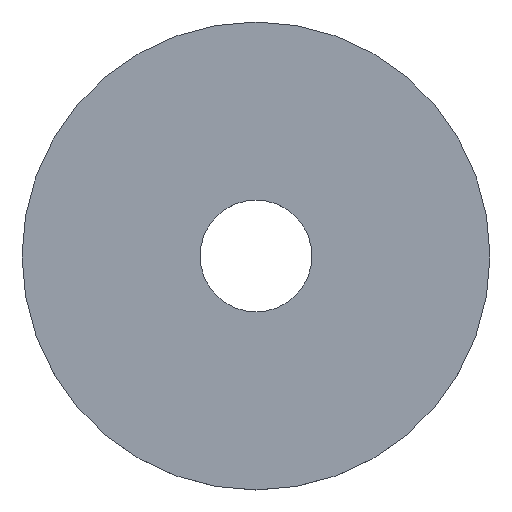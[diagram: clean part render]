
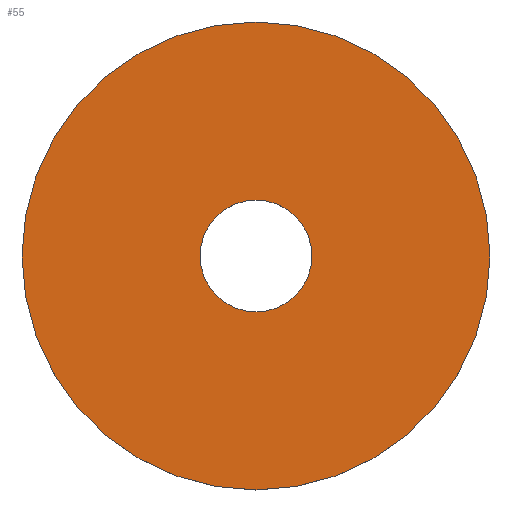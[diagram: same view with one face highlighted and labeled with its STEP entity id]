
A CAD part, top view. The second image highlights one B-rep face of the part: STEP entity #55.
In plain terms, the highlighted planar face has unit normal (0, 0, 1).
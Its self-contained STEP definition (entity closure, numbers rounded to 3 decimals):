
#1 = DIRECTION ( 'NONE',  ( 1., 0., 0. ) ) ;
#13 = AXIS2_PLACEMENT_3D ( 'NONE', #60, #41, #171 ) ;
#19 = AXIS2_PLACEMENT_3D ( 'NONE', #142, #48, #246 ) ;
#26 = EDGE_CURVE ( 'NONE', #62, #69, #161, .T. ) ;
#28 = VERTEX_POINT ( 'NONE', #31 ) ;
#31 = CARTESIAN_POINT ( 'NONE',  ( -2.75, 0., 0.5 ) ) ;
#38 = AXIS2_PLACEMENT_3D ( 'NONE', #223, #126, #1 ) ;
#41 = DIRECTION ( 'NONE',  ( 0., 0., 1. ) ) ;
#48 = DIRECTION ( 'NONE',  ( 0., 0., 1. ) ) ;
#52 = CARTESIAN_POINT ( 'NONE',  ( -11.5, 0., 0.5 ) ) ;
#55 = ADVANCED_FACE ( 'NONE', ( #247, #71 ), #120, .T. ) ;
#60 = CARTESIAN_POINT ( 'NONE',  ( 0., 0., 0.5 ) ) ;
#62 = VERTEX_POINT ( 'NONE', #201 ) ;
#69 = VERTEX_POINT ( 'NONE', #52 ) ;
#71 = FACE_BOUND ( 'NONE', #82, .T. ) ;
#81 = EDGE_CURVE ( 'NONE', #143, #28, #189, .T. ) ;
#82 = EDGE_LOOP ( 'NONE', ( #169, #181 ) ) ;
#87 = CIRCLE ( 'NONE', #216, 11.5 ) ;
#89 = DIRECTION ( 'NONE',  ( 0., 0., 1. ) ) ;
#90 = CARTESIAN_POINT ( 'NONE',  ( 0., 0., 0.5 ) ) ;
#100 = EDGE_CURVE ( 'NONE', #69, #62, #87, .T. ) ;
#107 = CARTESIAN_POINT ( 'NONE',  ( 0., 0., 0.5 ) ) ;
#113 = ORIENTED_EDGE ( 'NONE', *, *, #26, .T. ) ;
#115 = EDGE_LOOP ( 'NONE', ( #213, #113 ) ) ;
#117 = CIRCLE ( 'NONE', #13, 2.75 ) ;
#120 = PLANE ( 'NONE',  #245 ) ;
#121 = DIRECTION ( 'NONE',  ( 0., 0., 1. ) ) ;
#126 = DIRECTION ( 'NONE',  ( 0., 0., 1. ) ) ;
#128 = DIRECTION ( 'NONE',  ( 1., 0., 0. ) ) ;
#142 = CARTESIAN_POINT ( 'NONE',  ( 0., 0., 0.5 ) ) ;
#143 = VERTEX_POINT ( 'NONE', #165 ) ;
#160 = DIRECTION ( 'NONE',  ( 1., 0., 0. ) ) ;
#161 = CIRCLE ( 'NONE', #19, 11.5 ) ;
#165 = CARTESIAN_POINT ( 'NONE',  ( 2.75, 0., 0.5 ) ) ;
#169 = ORIENTED_EDGE ( 'NONE', *, *, #233, .F. ) ;
#171 = DIRECTION ( 'NONE',  ( 1., 0., 0. ) ) ;
#181 = ORIENTED_EDGE ( 'NONE', *, *, #81, .F. ) ;
#189 = CIRCLE ( 'NONE', #38, 2.75 ) ;
#201 = CARTESIAN_POINT ( 'NONE',  ( 11.5, 0., 0.5 ) ) ;
#213 = ORIENTED_EDGE ( 'NONE', *, *, #100, .T. ) ;
#216 = AXIS2_PLACEMENT_3D ( 'NONE', #90, #89, #128 ) ;
#223 = CARTESIAN_POINT ( 'NONE',  ( 0., 0., 0.5 ) ) ;
#233 = EDGE_CURVE ( 'NONE', #28, #143, #117, .T. ) ;
#245 = AXIS2_PLACEMENT_3D ( 'NONE', #107, #121, #160 ) ;
#246 = DIRECTION ( 'NONE',  ( 1., 0., 0. ) ) ;
#247 = FACE_OUTER_BOUND ( 'NONE', #115, .T. ) ;
